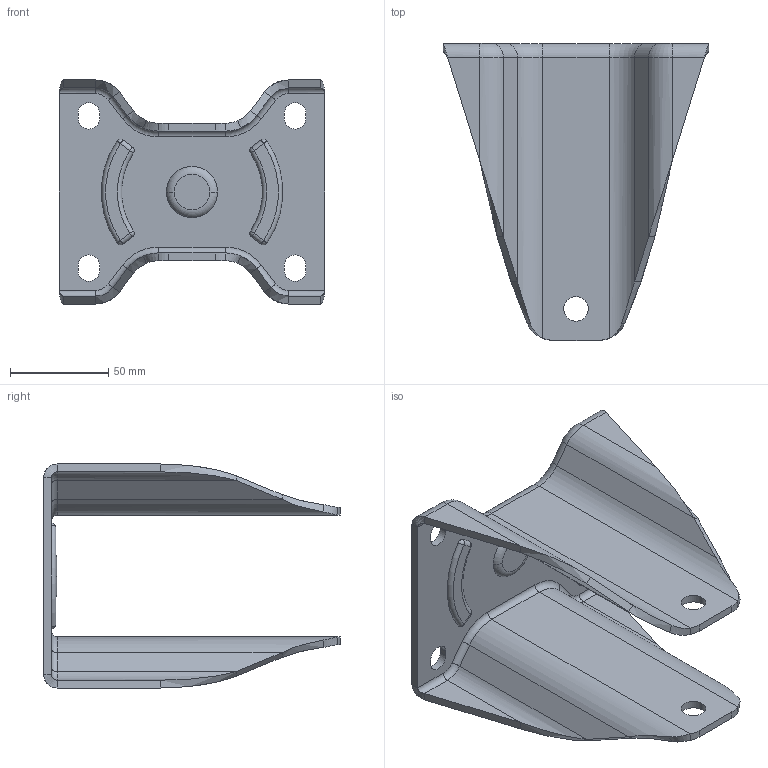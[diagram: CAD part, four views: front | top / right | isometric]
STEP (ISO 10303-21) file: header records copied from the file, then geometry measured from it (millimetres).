
FILE_DESCRIPTION (( 'STEP AP214' ), '1' );
FILE_NAME ('0015508BRL.step', '2023-02-15T14:19:11', ( '' ), ( '' ), 'SwSTEP 2.0', 'SolidWorks 2020', '' );
FILE_SCHEMA (( 'AUTOMOTIVE_DESIGN' ));
Length unit declared in the file: millimetre
Products named in the file (1): 0015508BRL
Bounding box: 135 x 151 x 114 mm (x, y, z)
Volume: 164464.7 mm3; surface area: 86910.8 mm2
Topology: 1 solids, 1 shells, 174 faces, 418 edges, 244 vertices
Faces by surface type: cylinder 70, plane 48, torus 24, bspline 20, sphere 8, cone 4
Entity records: 5794 total; most frequent: CARTESIAN_POINT 1937, ORIENTED_EDGE 820, DIRECTION 784, EDGE_CURVE 410, AXIS2_PLACEMENT_3D 303, VERTEX_POINT 244, EDGE_LOOP 192, LINE 178
